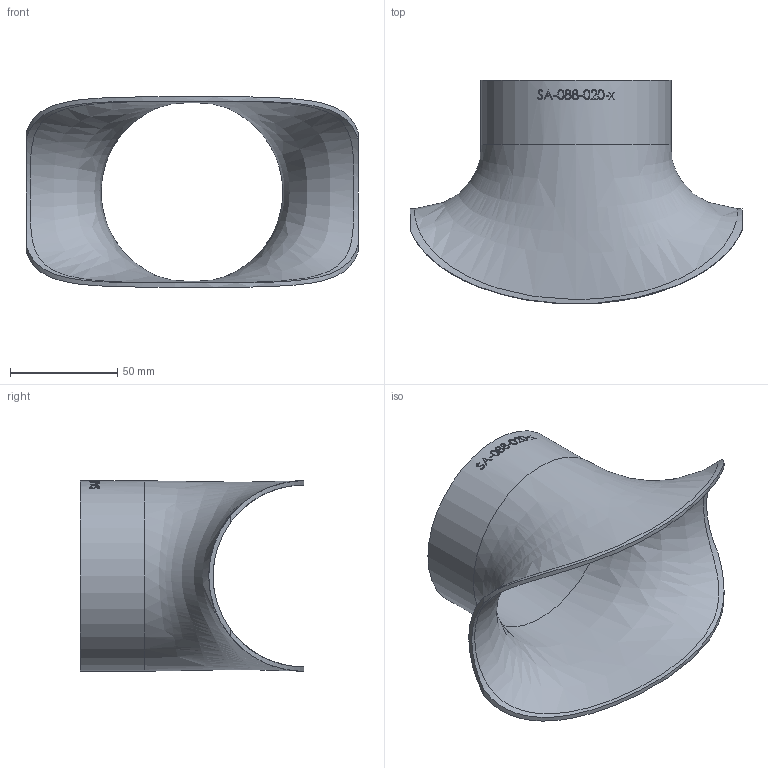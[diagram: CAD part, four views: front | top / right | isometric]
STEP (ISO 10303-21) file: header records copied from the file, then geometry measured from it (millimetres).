
FILE_DESCRIPTION (( 'STEP AP214' ), '1' );
FILE_NAME ('SA-088-020-x Sattelstutzen 1911.STEP', '2019-12-04T14:04:46', ( '' ), ( '' ), 'SwSTEP 2.0', 'SolidWorks 2016', '' );
FILE_SCHEMA (( 'AUTOMOTIVE_DESIGN' ));
Length unit declared in the file: millimetre
Products named in the file (1): SA-088-020-x Sattelstutzen 1911
Bounding box: 155 x 104.31 x 88.9 mm (x, y, z)
Volume: 64884.1 mm3; surface area: 63103 mm2
Topology: 1 solids, 1 shells, 156 faces, 401 edges, 267 vertices
Faces by surface type: bspline 104, plane 28, cylinder 24
Full cylindrical faces by diameter (mm): 84.9 x1, 88.9 x1
Entity records: 30866 total; most frequent: CARTESIAN_POINT 26457, ORIENTED_EDGE 786, EDGE_CURVE 393, B_SPLINE_CURVE_WITH_KNOTS 318, VERTEX_POINT 264, DIRECTION 224, EDGE_LOOP 183, FACE_OUTER_BOUND 160
